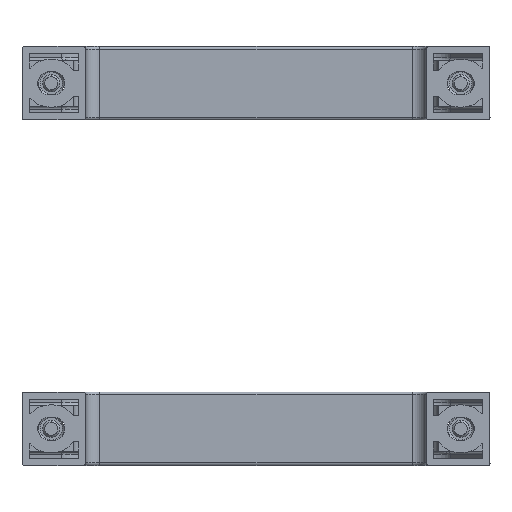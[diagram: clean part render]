
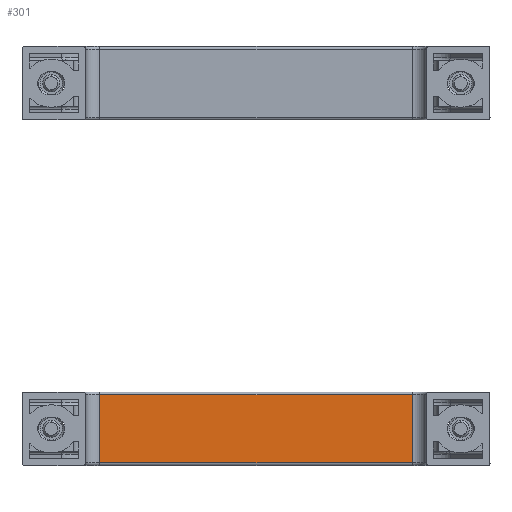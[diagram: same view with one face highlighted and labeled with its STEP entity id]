
A CAD part, front view. The second image highlights one B-rep face of the part: STEP entity #301.
In plain terms, the highlighted planar face has unit normal (0, -1, 0).
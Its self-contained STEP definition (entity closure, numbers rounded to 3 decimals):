
#145 = VERTEX_POINT ( 'NONE', #3475 ) ;
#201 = VERTEX_POINT ( 'NONE', #3698 ) ;
#233 = VERTEX_POINT ( 'NONE', #3816 ) ;
#235 = EDGE_CURVE ( 'NONE', #145, #233, #3815, .T. ) ;
#260 = EDGE_CURVE ( 'NONE', #201, #272, #3857, .T. ) ;
#272 = VERTEX_POINT ( 'NONE', #3935 ) ;
#299 = EDGE_CURVE ( 'NONE', #233, #201, #4020, .T. ) ;
#301 = ADVANCED_FACE ( 'NONE', ( #4011 ), #4048, .F. ) ;
#302 = EDGE_LOOP ( 'NONE', ( #303, #304, #305, #307 ) ) ;
#303 = ORIENTED_EDGE ( 'NONE', *, *, #299, .T. ) ;
#304 = ORIENTED_EDGE ( 'NONE', *, *, #260, .T. ) ;
#305 = ORIENTED_EDGE ( 'NONE', *, *, #306, .T. ) ;
#306 = EDGE_CURVE ( 'NONE', #272, #145, #4042, .T. ) ;
#307 = ORIENTED_EDGE ( 'NONE', *, *, #235, .T. ) ;
#3475 = CARTESIAN_POINT ( 'NONE',  ( 143.5, 40., 26. ) ) ;
#3698 = CARTESIAN_POINT ( 'NONE',  ( 28.5, 40., 1. ) ) ;
#3812 = DIRECTION ( 'NONE',  ( -1., 0., 0. ) ) ;
#3813 = VECTOR ( 'NONE', #3812, 1000. ) ;
#3814 = CARTESIAN_POINT ( 'NONE',  ( 23.5, 40., 26. ) ) ;
#3815 = LINE ( 'NONE', #3814, #3813 ) ;
#3816 = CARTESIAN_POINT ( 'NONE',  ( 28.5, 40., 26. ) ) ;
#3853 = DIRECTION ( 'NONE',  ( 1., 0., 0. ) ) ;
#3854 = VECTOR ( 'NONE', #3853, 1000. ) ;
#3855 = CARTESIAN_POINT ( 'NONE',  ( 143.5, 40., 1. ) ) ;
#3857 = LINE ( 'NONE', #3855, #3854 ) ;
#3935 = CARTESIAN_POINT ( 'NONE',  ( 143.5, 40., 1. ) ) ;
#4011 = FACE_OUTER_BOUND ( 'NONE', #302, .T. ) ;
#4012 = DIRECTION ( 'NONE',  ( 0., 0., -1. ) ) ;
#4013 = VECTOR ( 'NONE', #4012, 1000. ) ;
#4014 = CARTESIAN_POINT ( 'NONE',  ( 28.5, 40., 0. ) ) ;
#4020 = LINE ( 'NONE', #4014, #4013 ) ;
#4039 = DIRECTION ( 'NONE',  ( 0., 0., 1. ) ) ;
#4040 = VECTOR ( 'NONE', #4039, 1000. ) ;
#4041 = CARTESIAN_POINT ( 'NONE',  ( 143.5, 40., 27. ) ) ;
#4042 = LINE ( 'NONE', #4041, #4040 ) ;
#4044 = DIRECTION ( 'NONE',  ( 0., 0., 1. ) ) ;
#4045 = DIRECTION ( 'NONE',  ( 0., 1., 0. ) ) ;
#4046 = CARTESIAN_POINT ( 'NONE',  ( 23.5, 40., 27. ) ) ;
#4047 = AXIS2_PLACEMENT_3D ( 'NONE', #4046, #4045, #4044 ) ;
#4048 = PLANE ( 'NONE',  #4047 ) ;
